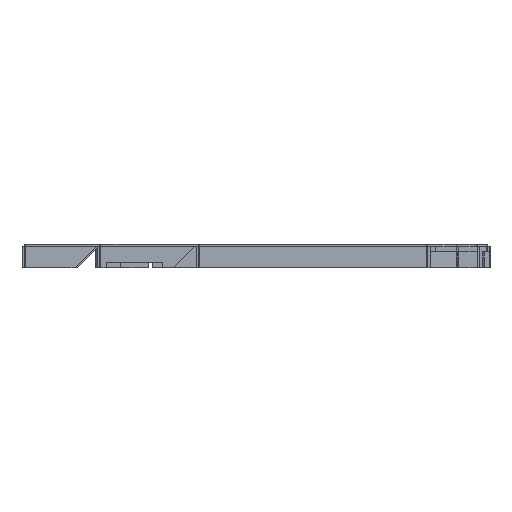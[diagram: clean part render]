
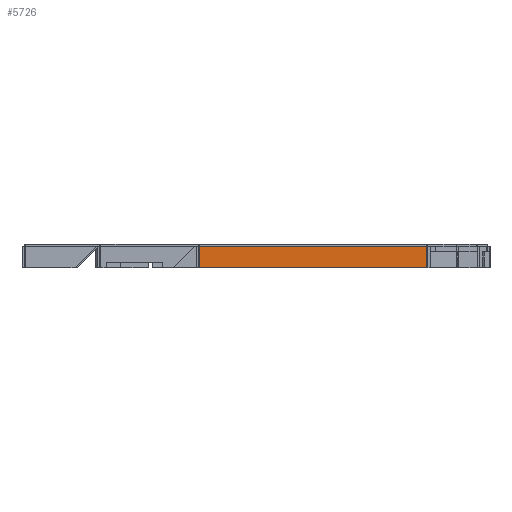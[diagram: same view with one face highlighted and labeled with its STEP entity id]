
A CAD part, left-side view. The second image highlights one B-rep face of the part: STEP entity #5726.
In plain terms, the highlighted face is planar.
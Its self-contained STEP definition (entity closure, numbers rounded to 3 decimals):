
#357=PLANE('',#6475);
#676=FACE_OUTER_BOUND('',#1007,.T.);
#1007=EDGE_LOOP('',(#4750,#4751,#4752,#4753));
#1490=LINE('',#9094,#2199);
#1493=LINE('',#9100,#2202);
#1496=LINE('',#9106,#2205);
#1499=LINE('',#9110,#2208);
#2199=VECTOR('',#7444,10.);
#2202=VECTOR('',#7449,10.);
#2205=VECTOR('',#7454,10.);
#2208=VECTOR('',#7459,10.);
#2931=VERTEX_POINT('',#9091);
#2932=VERTEX_POINT('',#9093);
#2934=VERTEX_POINT('',#9099);
#2936=VERTEX_POINT('',#9105);
#3578=EDGE_CURVE('',#2932,#2931,#1490,.T.);
#3581=EDGE_CURVE('',#2934,#2932,#1493,.T.);
#3584=EDGE_CURVE('',#2936,#2934,#1496,.T.);
#3587=EDGE_CURVE('',#2931,#2936,#1499,.T.);
#4750=ORIENTED_EDGE('',*,*,#3587,.T.);
#4751=ORIENTED_EDGE('',*,*,#3584,.T.);
#4752=ORIENTED_EDGE('',*,*,#3581,.T.);
#4753=ORIENTED_EDGE('',*,*,#3578,.T.);
#5726=ADVANCED_FACE('',(#676),#357,.T.);
#6475=AXIS2_PLACEMENT_3D('',#9111,#7460,#7461);
#7444=DIRECTION('',(0.,1.,0.));
#7449=DIRECTION('',(1.,0.,0.));
#7454=DIRECTION('',(0.,-1.,0.));
#7459=DIRECTION('',(-1.,0.,0.));
#7460=DIRECTION('center_axis',(0.,0.,1.));
#7461=DIRECTION('ref_axis',(1.,0.,0.));
#9091=CARTESIAN_POINT('',(-7.2,-9.5,0.2));
#9093=CARTESIAN_POINT('',(-7.2,-31.1,0.2));
#9094=CARTESIAN_POINT('',(-7.2,-9.5,0.2));
#9099=CARTESIAN_POINT('',(-9.2,-31.1,0.2));
#9100=CARTESIAN_POINT('',(-7.2,-31.1,0.2));
#9105=CARTESIAN_POINT('',(-9.2,-9.5,0.2));
#9106=CARTESIAN_POINT('',(-9.2,-31.1,0.2));
#9110=CARTESIAN_POINT('',(-9.2,-9.5,0.2));
#9111=CARTESIAN_POINT('Origin',(-8.2,-20.3,0.2));
